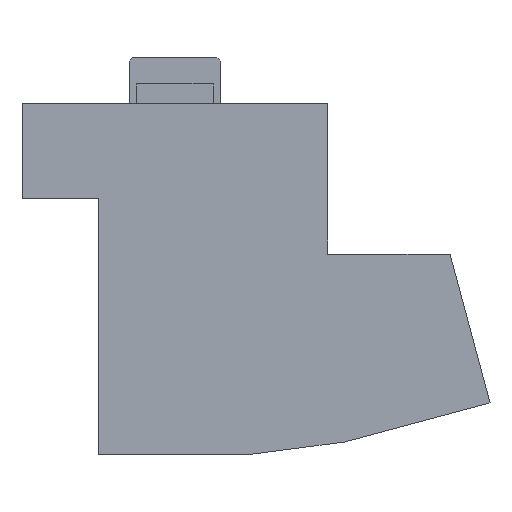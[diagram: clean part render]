
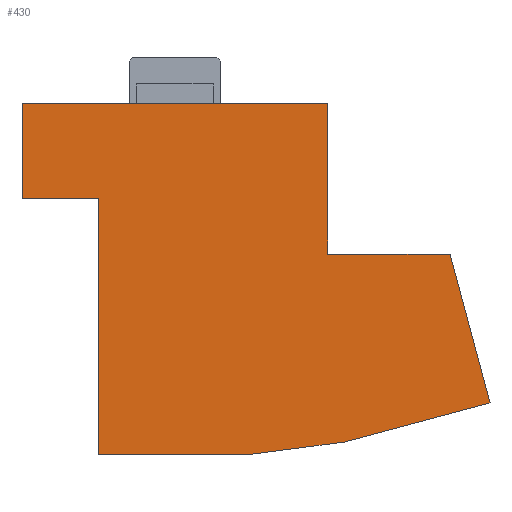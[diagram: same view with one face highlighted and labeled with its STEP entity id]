
A CAD part, left-side view. The second image highlights one B-rep face of the part: STEP entity #430.
In plain terms, the highlighted planar face has unit normal (-1, 0, 0).
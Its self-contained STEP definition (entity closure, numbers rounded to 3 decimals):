
#53=FACE_OUTER_BOUND('',#558,.T.);
#107=PLANE('',#1275);
#177=LINE('',#1991,#307);
#191=LINE('',#2019,#321);
#194=LINE('',#2025,#324);
#197=LINE('',#2031,#327);
#200=LINE('',#2037,#330);
#203=LINE('',#2043,#333);
#206=LINE('',#2049,#336);
#209=LINE('',#2055,#339);
#212=LINE('',#2061,#342);
#214=LINE('',#2064,#344);
#307=VECTOR('',#1399,1.);
#321=VECTOR('',#1415,1.);
#324=VECTOR('',#1420,1.);
#327=VECTOR('',#1425,1.);
#330=VECTOR('',#1430,1.);
#333=VECTOR('',#1435,1.);
#336=VECTOR('',#1440,1.);
#339=VECTOR('',#1445,1.);
#342=VECTOR('',#1450,1.);
#344=VECTOR('',#1454,1.);
#430=ADVANCED_FACE('',(#53),#107,.T.);
#558=EDGE_LOOP('',(#754,#755,#756,#757,#758,#759,#760,#761,#762,#763));
#754=ORIENTED_EDGE('',*,*,#1080,.T.);
#755=ORIENTED_EDGE('',*,*,#1094,.T.);
#756=ORIENTED_EDGE('',*,*,#1097,.T.);
#757=ORIENTED_EDGE('',*,*,#1100,.T.);
#758=ORIENTED_EDGE('',*,*,#1103,.T.);
#759=ORIENTED_EDGE('',*,*,#1106,.T.);
#760=ORIENTED_EDGE('',*,*,#1109,.T.);
#761=ORIENTED_EDGE('',*,*,#1112,.T.);
#762=ORIENTED_EDGE('',*,*,#1115,.T.);
#763=ORIENTED_EDGE('',*,*,#1117,.T.);
#960=VERTEX_POINT('',#1990);
#961=VERTEX_POINT('',#1992);
#973=VERTEX_POINT('',#2018);
#975=VERTEX_POINT('',#2024);
#977=VERTEX_POINT('',#2030);
#979=VERTEX_POINT('',#2036);
#981=VERTEX_POINT('',#2042);
#983=VERTEX_POINT('',#2048);
#985=VERTEX_POINT('',#2054);
#987=VERTEX_POINT('',#2060);
#1080=EDGE_CURVE('',#961,#960,#177,.T.);
#1094=EDGE_CURVE('',#960,#973,#191,.T.);
#1097=EDGE_CURVE('',#973,#975,#194,.T.);
#1100=EDGE_CURVE('',#975,#977,#197,.T.);
#1103=EDGE_CURVE('',#977,#979,#200,.T.);
#1106=EDGE_CURVE('',#979,#981,#203,.T.);
#1109=EDGE_CURVE('',#981,#983,#206,.T.);
#1112=EDGE_CURVE('',#983,#985,#209,.T.);
#1115=EDGE_CURVE('',#985,#987,#212,.T.);
#1117=EDGE_CURVE('',#987,#961,#214,.T.);
#1275=AXIS2_PLACEMENT_3D('',#2092,#1472,#1473);
#1399=DIRECTION('',(0.,0.,1.));
#1415=DIRECTION('',(0.,1.,0.));
#1420=DIRECTION('',(0.,0.,-1.));
#1425=DIRECTION('',(0.,-1.,0.));
#1430=DIRECTION('',(0.,0.,-1.));
#1435=DIRECTION('',(0.,-1.,0.));
#1440=DIRECTION('',(0.,-0.991,0.131));
#1445=DIRECTION('',(0.,-0.966,0.259));
#1450=DIRECTION('',(0.,0.259,0.966));
#1454=DIRECTION('',(0.,1.,0.));
#1472=DIRECTION('',(-1.,0.,0.));
#1473=DIRECTION('',(0.,1.,0.));
#1990=CARTESIAN_POINT('',(-62.,-40.,0.));
#1991=CARTESIAN_POINT('',(-62.,-40.,-39.5));
#1992=CARTESIAN_POINT('',(-62.,-40.,-39.5));
#2018=CARTESIAN_POINT('',(-62.,40.,0.));
#2019=CARTESIAN_POINT('',(-62.,-40.,0.));
#2024=CARTESIAN_POINT('',(-62.,40.,-25.));
#2025=CARTESIAN_POINT('',(-62.,40.,0.));
#2030=CARTESIAN_POINT('',(-62.,20.,-25.));
#2031=CARTESIAN_POINT('',(-62.,40.,-25.));
#2036=CARTESIAN_POINT('',(-62.,20.,-92.));
#2037=CARTESIAN_POINT('',(-62.,20.,-25.));
#2042=CARTESIAN_POINT('',(-62.,-19.,-92.));
#2043=CARTESIAN_POINT('',(-62.,20.,-92.));
#2048=CARTESIAN_POINT('',(-62.,-44.282,-88.672));
#2049=CARTESIAN_POINT('',(-62.,-19.,-92.));
#2054=CARTESIAN_POINT('',(-62.,-82.436,-78.448));
#2055=CARTESIAN_POINT('',(-62.,-44.282,-88.672));
#2060=CARTESIAN_POINT('',(-62.,-72.,-39.5));
#2061=CARTESIAN_POINT('',(-62.,-82.436,-78.448));
#2064=CARTESIAN_POINT('',(-62.,-72.,-39.5));
#2092=CARTESIAN_POINT('',(-62.,0.,0.));
